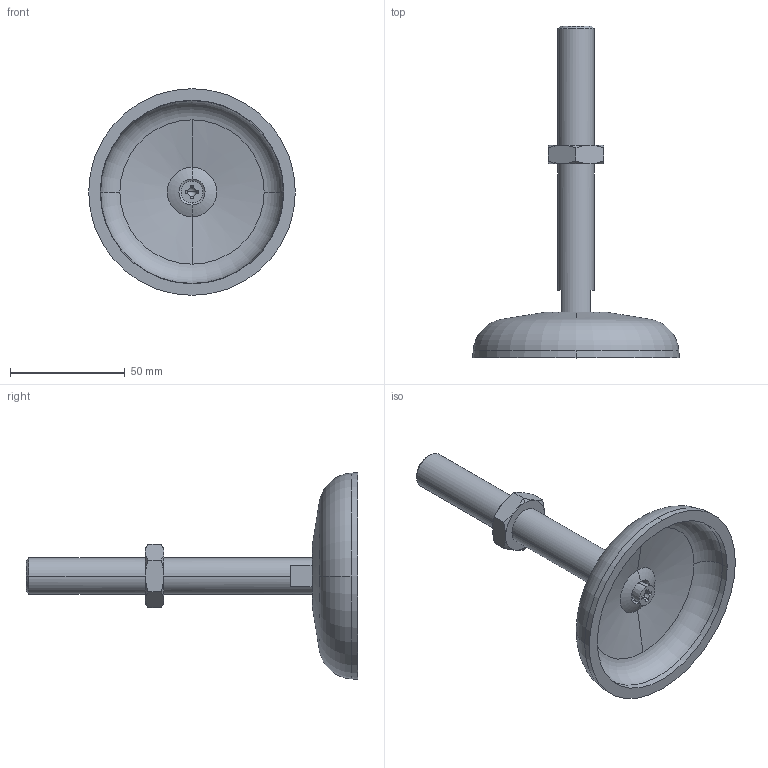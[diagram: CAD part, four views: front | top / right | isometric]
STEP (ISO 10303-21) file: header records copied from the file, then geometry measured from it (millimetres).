
FILE_DESCRIPTION (( 'STEP AP203' ), '1' );
FILE_NAME ('413311951_c_1.STEP', '2023-02-25T04:20:26', ( '' ), ( '' ), 'SwSTEP 2.0', 'SolidWorks 2014', '' );
FILE_SCHEMA (( 'CONFIG_CONTROL_DESIGN' ));
Length unit declared in the file: millimetre
Products named in the file (1): 413311951_c_1
Bounding box: 90 x 144.5 x 90 mm (x, y, z)
Volume: 68082.7 mm3; surface area: 26078.8 mm2
Topology: 3 solids, 3 shells, 85 faces, 205 edges, 125 vertices
Faces by surface type: cone 36, plane 27, torus 12, cylinder 8, sphere 2
Entity records: 2621 total; most frequent: CARTESIAN_POINT 567, DIRECTION 440, ORIENTED_EDGE 404, EDGE_CURVE 202, AXIS2_PLACEMENT_3D 184, VERTEX_POINT 123, CIRCLE 98, EDGE_LOOP 89
